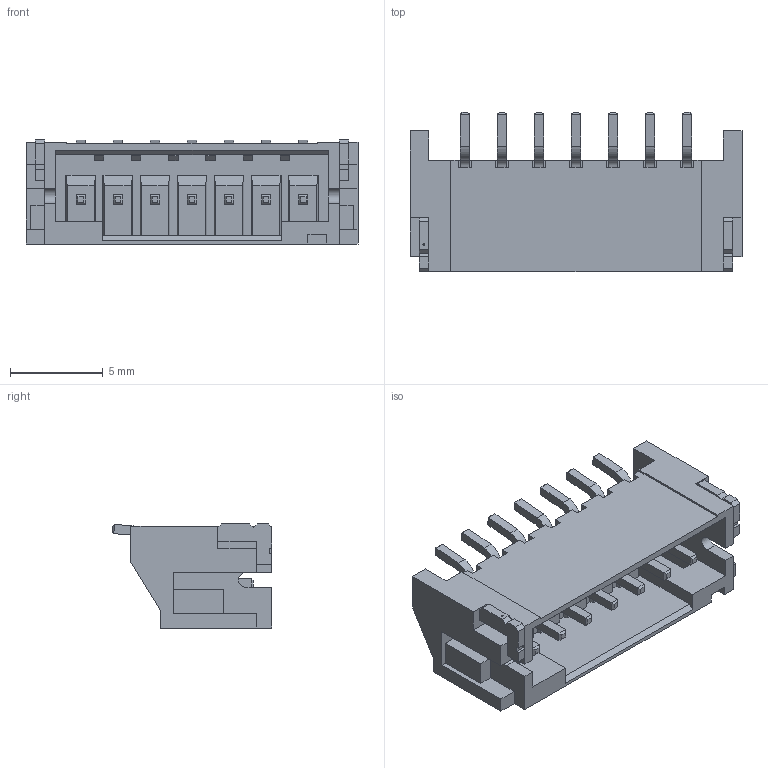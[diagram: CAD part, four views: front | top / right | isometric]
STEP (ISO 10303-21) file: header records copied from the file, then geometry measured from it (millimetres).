
FILE_DESCRIPTION (( 'STEP AP214' ), '1' );
FILE_NAME ('JST-S7B-PH-SM4-TB.STEP', '2020-12-29T19:05:46', ( '' ), ( '' ), 'SwSTEP 2.0', 'SolidWorks 2020', '' );
FILE_SCHEMA (( 'AUTOMOTIVE_DESIGN' ));
Length unit declared in the file: millimetre
Products named in the file (1): JST-S7B-PH-SM4-TB
Bounding box: 17.9 x 8.61 x 5.61 mm (x, y, z)
Volume: 316.9 mm3; surface area: 852.6 mm2
Topology: 3 solids, 3 shells, 401 faces, 1022 edges, 638 vertices
Faces by surface type: plane 355, bspline 35, cylinder 11
Entity records: 17186 total; most frequent: CARTESIAN_POINT 3175, ORIENTED_EDGE 2044, DIRECTION 1820, EDGE_CURVE 1022, VECTOR 958, LINE 958, VERTEX_POINT 638, AXIS2_PLACEMENT_3D 431
